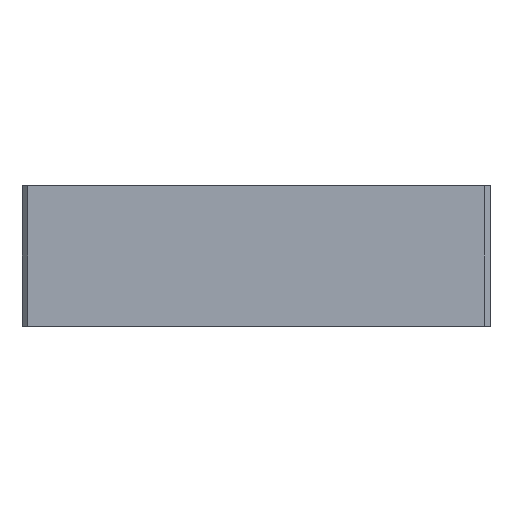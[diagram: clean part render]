
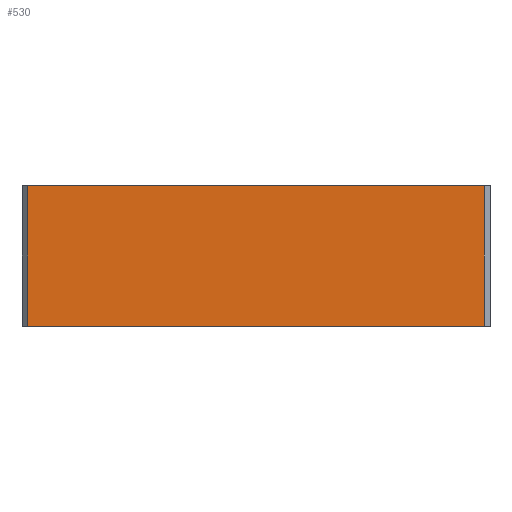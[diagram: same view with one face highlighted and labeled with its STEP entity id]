
A CAD part, front view. The second image highlights one B-rep face of the part: STEP entity #530.
In plain terms, the highlighted planar face has unit normal (0, -1, 0).
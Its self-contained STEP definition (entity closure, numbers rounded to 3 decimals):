
#22 = DIRECTION ( 'NONE',  ( 0., 0., -1. ) ) ;
#45 = CARTESIAN_POINT ( 'NONE',  ( -20., 0., -12. ) ) ;
#70 = ORIENTED_EDGE ( 'NONE', *, *, #564, .T. ) ;
#206 = VERTEX_POINT ( 'NONE', #1794 ) ;
#229 = VECTOR ( 'NONE', #1416, 1000. ) ;
#381 = EDGE_CURVE ( 'NONE', #469, #206, #1728, .T. ) ;
#393 = AXIS2_PLACEMENT_3D ( 'NONE', #45, #634, #22 ) ;
#427 = VECTOR ( 'NONE', #997, 1000. ) ;
#467 = EDGE_CURVE ( 'NONE', #1115, #206, #1747, .T. ) ;
#469 = VERTEX_POINT ( 'NONE', #1059 ) ;
#530 = ADVANCED_FACE ( 'NONE', ( #766 ), #1340, .T. ) ;
#562 = VERTEX_POINT ( 'NONE', #1208 ) ;
#564 = EDGE_CURVE ( 'NONE', #562, #469, #1773, .T. ) ;
#634 = DIRECTION ( 'NONE',  ( 0., -1., 0. ) ) ;
#638 = CARTESIAN_POINT ( 'NONE',  ( -19.5, 0., 0. ) ) ;
#705 = ORIENTED_EDGE ( 'NONE', *, *, #467, .F. ) ;
#755 = ORIENTED_EDGE ( 'NONE', *, *, #943, .T. ) ;
#766 = FACE_OUTER_BOUND ( 'NONE', #1517, .T. ) ;
#860 = CARTESIAN_POINT ( 'NONE',  ( -19.5, 0., -12. ) ) ;
#916 = VECTOR ( 'NONE', #1643, 1000. ) ;
#918 = DIRECTION ( 'NONE',  ( 1., 0., 0. ) ) ;
#943 = EDGE_CURVE ( 'NONE', #1115, #562, #1795, .T. ) ;
#997 = DIRECTION ( 'NONE',  ( 0., 0., 1. ) ) ;
#1059 = CARTESIAN_POINT ( 'NONE',  ( 19.5, 0., -12. ) ) ;
#1071 = CARTESIAN_POINT ( 'NONE',  ( -20., 0., -12. ) ) ;
#1115 = VERTEX_POINT ( 'NONE', #638 ) ;
#1130 = CARTESIAN_POINT ( 'NONE',  ( 19.5, 0., -12. ) ) ;
#1202 = CARTESIAN_POINT ( 'NONE',  ( -20., 0., 0. ) ) ;
#1208 = CARTESIAN_POINT ( 'NONE',  ( -19.5, 0., -12. ) ) ;
#1340 = PLANE ( 'NONE',  #393 ) ;
#1353 = ORIENTED_EDGE ( 'NONE', *, *, #381, .T. ) ;
#1416 = DIRECTION ( 'NONE',  ( 0., 0., -1. ) ) ;
#1471 = VECTOR ( 'NONE', #918, 1000. ) ;
#1517 = EDGE_LOOP ( 'NONE', ( #70, #1353, #705, #755 ) ) ;
#1643 = DIRECTION ( 'NONE',  ( 1., 0., 0. ) ) ;
#1728 = LINE ( 'NONE', #1130, #427 ) ;
#1747 = LINE ( 'NONE', #1202, #1471 ) ;
#1773 = LINE ( 'NONE', #1071, #916 ) ;
#1794 = CARTESIAN_POINT ( 'NONE',  ( 19.5, 0., 0. ) ) ;
#1795 = LINE ( 'NONE', #860, #229 ) ;
